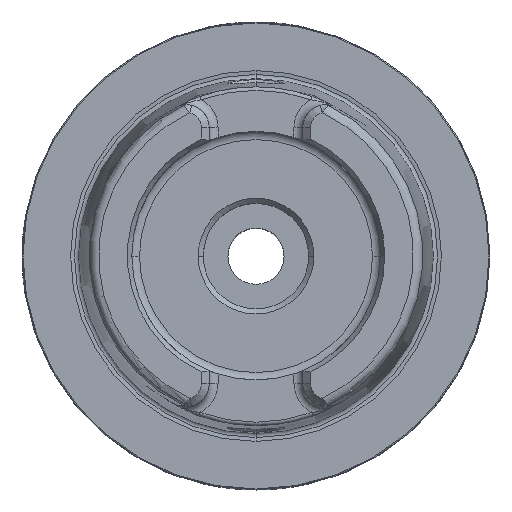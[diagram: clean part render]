
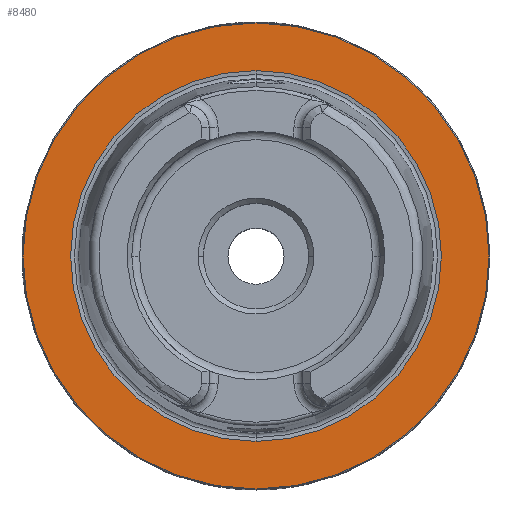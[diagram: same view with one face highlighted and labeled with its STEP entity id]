
A CAD part, top view. The second image highlights one B-rep face of the part: STEP entity #8480.
In plain terms, the highlighted planar face has unit normal (0, 0, 1).
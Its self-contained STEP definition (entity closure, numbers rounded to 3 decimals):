
#410 = PLANE ( 'NONE',  #4329 ) ;
#787 = CARTESIAN_POINT ( 'NONE',  ( 0., -49.765, 0. ) ) ;
#905 = CIRCLE ( 'NONE', #7983, 49.765 ) ;
#1525 = CARTESIAN_POINT ( 'NONE',  ( 0., 0., 0. ) ) ;
#1747 = EDGE_CURVE ( 'NONE', #10254, #7786, #7687, .T. ) ;
#1780 = DIRECTION ( 'NONE',  ( 0., 0., 1. ) ) ;
#1809 = ORIENTED_EDGE ( 'NONE', *, *, #1747, .T. ) ;
#2098 = AXIS2_PLACEMENT_3D ( 'NONE', #3037, #2955, #3199 ) ;
#2160 = CARTESIAN_POINT ( 'NONE',  ( 0., 0., 0. ) ) ;
#2234 = DIRECTION ( 'NONE',  ( 0., 0., 1. ) ) ;
#2420 = DIRECTION ( 'NONE',  ( 0., 1., 0. ) ) ;
#2670 = ORIENTED_EDGE ( 'NONE', *, *, #4510, .T. ) ;
#2715 = EDGE_LOOP ( 'NONE', ( #3308, #2670 ) ) ;
#2748 = VERTEX_POINT ( 'NONE', #6105 ) ;
#2955 = DIRECTION ( 'NONE',  ( 0., 0., -1. ) ) ;
#3037 = CARTESIAN_POINT ( 'NONE',  ( 0., 0., 0. ) ) ;
#3056 = DIRECTION ( 'NONE',  ( 0., -1., 0. ) ) ;
#3199 = DIRECTION ( 'NONE',  ( 0., 1., 0. ) ) ;
#3308 = ORIENTED_EDGE ( 'NONE', *, *, #6286, .T. ) ;
#4144 = FACE_OUTER_BOUND ( 'NONE', #2715, .T. ) ;
#4329 = AXIS2_PLACEMENT_3D ( 'NONE', #7600, #2234, #8471 ) ;
#4412 = AXIS2_PLACEMENT_3D ( 'NONE', #2160, #8411, #3056 ) ;
#4510 = EDGE_CURVE ( 'NONE', #2748, #8062, #5374, .T. ) ;
#5200 = EDGE_LOOP ( 'NONE', ( #1809, #10431 ) ) ;
#5374 = CIRCLE ( 'NONE', #4412, 49.765 ) ;
#6105 = CARTESIAN_POINT ( 'NONE',  ( 0., 49.765, 0. ) ) ;
#6286 = EDGE_CURVE ( 'NONE', #8062, #2748, #905, .T. ) ;
#6618 = AXIS2_PLACEMENT_3D ( 'NONE', #1525, #7775, #2420 ) ;
#6667 = CARTESIAN_POINT ( 'NONE',  ( 0., -39.59, 0. ) ) ;
#7166 = CARTESIAN_POINT ( 'NONE',  ( 0., 0., 0. ) ) ;
#7342 = CARTESIAN_POINT ( 'NONE',  ( 0., 39.59, 0. ) ) ;
#7600 = CARTESIAN_POINT ( 'NONE',  ( 0., 49.965, 0. ) ) ;
#7687 = CIRCLE ( 'NONE', #2098, 39.59 ) ;
#7775 = DIRECTION ( 'NONE',  ( 0., 0., -1. ) ) ;
#7786 = VERTEX_POINT ( 'NONE', #7342 ) ;
#7983 = AXIS2_PLACEMENT_3D ( 'NONE', #7166, #1780, #8042 ) ;
#8042 = DIRECTION ( 'NONE',  ( 0., -1., 0. ) ) ;
#8062 = VERTEX_POINT ( 'NONE', #787 ) ;
#8411 = DIRECTION ( 'NONE',  ( 0., 0., 1. ) ) ;
#8471 = DIRECTION ( 'NONE',  ( 0., -1., 0. ) ) ;
#8480 = ADVANCED_FACE ( 'NONE', ( #4144, #8932 ), #410, .T. ) ;
#8697 = EDGE_CURVE ( 'NONE', #7786, #10254, #10187, .T. ) ;
#8932 = FACE_BOUND ( 'NONE', #5200, .T. ) ;
#10187 = CIRCLE ( 'NONE', #6618, 39.59 ) ;
#10254 = VERTEX_POINT ( 'NONE', #6667 ) ;
#10431 = ORIENTED_EDGE ( 'NONE', *, *, #8697, .T. ) ;
